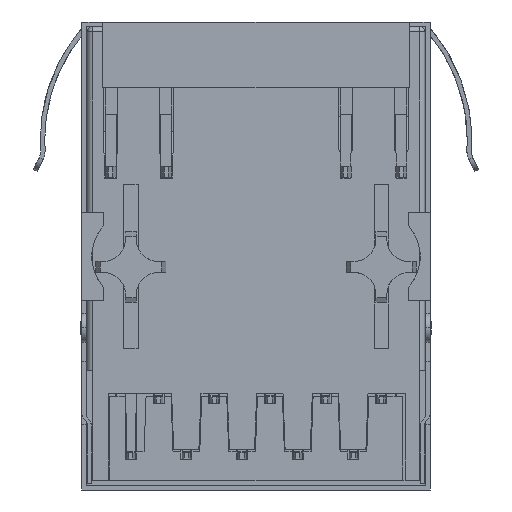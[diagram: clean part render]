
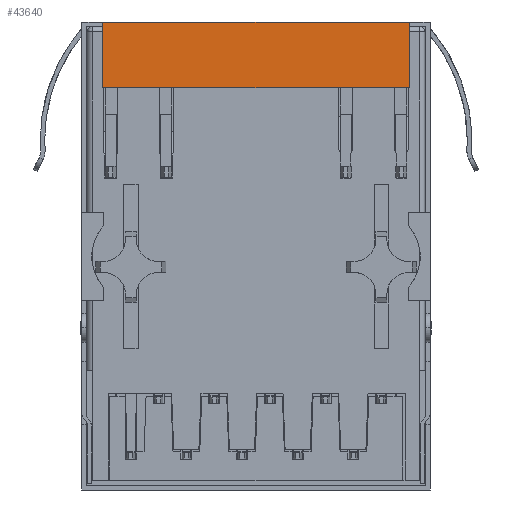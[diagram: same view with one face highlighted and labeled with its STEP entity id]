
A CAD part, front view. The second image highlights one B-rep face of the part: STEP entity #43640.
In plain terms, the highlighted planar face has unit normal (0, -1, 0).
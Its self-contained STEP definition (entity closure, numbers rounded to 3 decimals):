
#43620=AXIS2_PLACEMENT_3D('Plane Axis2P3D',#43617,#43618,#43619) ;
#41741=CARTESIAN_POINT('Vertex',(-73.037,10.047,10.55)) ;
#41744=CARTESIAN_POINT('Line Origine',(-66.037,10.047,10.55)) ;
#41748=CARTESIAN_POINT('Vertex',(-59.037,10.047,10.55)) ;
#43592=CARTESIAN_POINT('Vertex',(-73.037,10.047,7.55)) ;
#43597=CARTESIAN_POINT('Line Origine',(-73.037,10.047,9.05)) ;
#43617=CARTESIAN_POINT('Axis2P3D Location',(-58.757,10.047,7.49)) ;
#43622=CARTESIAN_POINT('Line Origine',(-66.037,10.047,7.55)) ;
#43626=CARTESIAN_POINT('Vertex',(-59.037,10.047,7.55)) ;
#43629=CARTESIAN_POINT('Line Origine',(-59.037,10.047,9.05)) ;
#41745=DIRECTION('Vector Direction',(-1.,0.,0.)) ;
#43598=DIRECTION('Vector Direction',(0.,0.,-1.)) ;
#43618=DIRECTION('Axis2P3D Direction',(0.,1.,-0.)) ;
#43619=DIRECTION('Axis2P3D XDirection',(-1.,0.,0.)) ;
#43623=DIRECTION('Vector Direction',(1.,0.,0.)) ;
#43630=DIRECTION('Vector Direction',(0.,0.,-1.)) ;
#41746=VECTOR('Line Direction',#41745,1.) ;
#43599=VECTOR('Line Direction',#43598,1.) ;
#43624=VECTOR('Line Direction',#43623,1.) ;
#43631=VECTOR('Line Direction',#43630,1.) ;
#43635=ORIENTED_EDGE('',*,*,#43628,.T.) ;
#43636=ORIENTED_EDGE('',*,*,#43633,.F.) ;
#43637=ORIENTED_EDGE('',*,*,#41750,.T.) ;
#43638=ORIENTED_EDGE('',*,*,#43601,.T.) ;
#43640=ADVANCED_FACE('   SHELL23',(#43639),#43621,.F.) ;
#41750=EDGE_CURVE('',#41749,#41742,#41747,.T.) ;
#43601=EDGE_CURVE('',#41742,#43593,#43600,.T.) ;
#43628=EDGE_CURVE('',#43593,#43627,#43625,.T.) ;
#43633=EDGE_CURVE('',#41749,#43627,#43632,.T.) ;
#43634=EDGE_LOOP('',(#43635,#43636,#43637,#43638)) ;
#43639=FACE_OUTER_BOUND('',#43634,.T.) ;
#41747=LINE('Line',#41744,#41746) ;
#43600=LINE('Line',#43597,#43599) ;
#43625=LINE('Line',#43622,#43624) ;
#43632=LINE('Line',#43629,#43631) ;
#43621=PLANE('',#43620) ;
#41742=VERTEX_POINT('',#41741) ;
#41749=VERTEX_POINT('',#41748) ;
#43593=VERTEX_POINT('',#43592) ;
#43627=VERTEX_POINT('',#43626) ;
